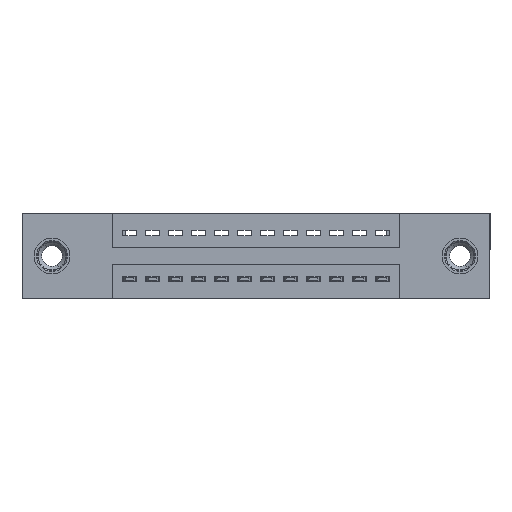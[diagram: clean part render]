
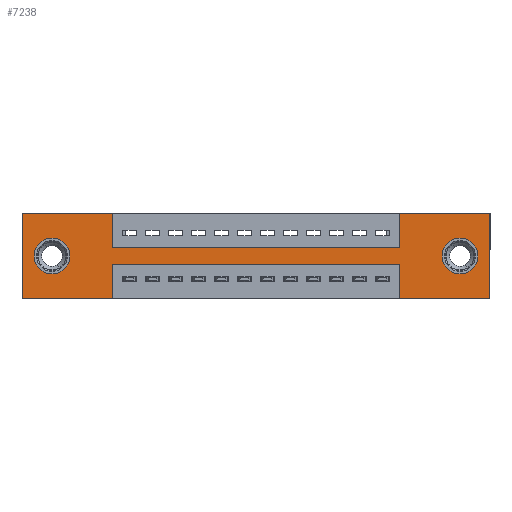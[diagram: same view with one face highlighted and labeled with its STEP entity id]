
A CAD part, front view. The second image highlights one B-rep face of the part: STEP entity #7238.
In plain terms, the highlighted planar face has unit normal (0, -1, 0).
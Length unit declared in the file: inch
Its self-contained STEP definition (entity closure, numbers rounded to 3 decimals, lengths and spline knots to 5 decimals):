
#261 = LINE ( 'NONE', #3210, #12233 ) ;
#263 = CIRCLE ( 'NONE', #6654, 0.078 ) ;
#269 = DIRECTION ( 'NONE',  ( 0., 0., 1. ) ) ;
#312 = ORIENTED_EDGE ( 'NONE', *, *, #8618, .F. ) ;
#322 = CARTESIAN_POINT ( 'NONE',  ( 0., 0., 0. ) ) ;
#343 = DIRECTION ( 'NONE',  ( -1., 0., 0. ) ) ;
#426 = CARTESIAN_POINT ( 'NONE',  ( 0., 0., 0. ) ) ;
#490 = EDGE_CURVE ( 'NONE', #799, #7038, #12855, .T. ) ;
#654 = EDGE_CURVE ( 'NONE', #655, #14430, #2290, .T. ) ;
#655 = VERTEX_POINT ( 'NONE', #426 ) ;
#671 = ORIENTED_EDGE ( 'NONE', *, *, #2932, .F. ) ;
#799 = VERTEX_POINT ( 'NONE', #10401 ) ;
#1081 = CARTESIAN_POINT ( 'NONE',  ( 1.905, 0., -0.263 ) ) ;
#1092 = EDGE_LOOP ( 'NONE', ( #5092, #14522 ) ) ;
#1108 = VERTEX_POINT ( 'NONE', #6228 ) ;
#1192 = DIRECTION ( 'NONE',  ( 0., 0., -1. ) ) ;
#1235 = CARTESIAN_POINT ( 'NONE',  ( 1.905, 0., -0.185 ) ) ;
#1278 = CARTESIAN_POINT ( 'NONE',  ( 0.3925, 0., -0.15 ) ) ;
#1310 = CARTESIAN_POINT ( 'NONE',  ( 1.6425, 0., 0. ) ) ;
#1373 = ORIENTED_EDGE ( 'NONE', *, *, #654, .F. ) ;
#1423 = VERTEX_POINT ( 'NONE', #11336 ) ;
#1643 = DIRECTION ( 'NONE',  ( 1., 0., 0. ) ) ;
#1656 = VERTEX_POINT ( 'NONE', #1278 ) ;
#2110 = CARTESIAN_POINT ( 'NONE',  ( 0., 0., -0.37 ) ) ;
#2139 = DIRECTION ( 'NONE',  ( 0., 1., 0. ) ) ;
#2290 = LINE ( 'NONE', #322, #14306 ) ;
#2446 = VECTOR ( 'NONE', #9340, 39.37008 ) ;
#2627 = VECTOR ( 'NONE', #269, 39.37008 ) ;
#2633 = LINE ( 'NONE', #5216, #11172 ) ;
#2932 = EDGE_CURVE ( 'NONE', #6794, #12961, #14248, .T. ) ;
#2961 = CARTESIAN_POINT ( 'NONE',  ( 1.6425, 0., -0.15 ) ) ;
#3070 = EDGE_CURVE ( 'NONE', #8605, #12819, #263, .T. ) ;
#3210 = CARTESIAN_POINT ( 'NONE',  ( 0.3925, 0., 0. ) ) ;
#3402 = VERTEX_POINT ( 'NONE', #8897 ) ;
#3442 = DIRECTION ( 'NONE',  ( 0., 0., -1. ) ) ;
#3622 = CARTESIAN_POINT ( 'NONE',  ( 1.6425, 0., -0.37 ) ) ;
#3724 = FACE_BOUND ( 'NONE', #6919, .T. ) ;
#3801 = AXIS2_PLACEMENT_3D ( 'NONE', #5658, #2139, #14948 ) ;
#4100 = DIRECTION ( 'NONE',  ( 0., 0., 1. ) ) ;
#4387 = DIRECTION ( 'NONE',  ( -1., 0., 0. ) ) ;
#4607 = DIRECTION ( 'NONE',  ( 0., 0., 1. ) ) ;
#4875 = CARTESIAN_POINT ( 'NONE',  ( 0.3925, 0., 0. ) ) ;
#4917 = LINE ( 'NONE', #8919, #13818 ) ;
#5025 = VECTOR ( 'NONE', #11767, 39.37008 ) ;
#5092 = ORIENTED_EDGE ( 'NONE', *, *, #3070, .T. ) ;
#5109 = EDGE_CURVE ( 'NONE', #12819, #8605, #10908, .T. ) ;
#5126 = VERTEX_POINT ( 'NONE', #1310 ) ;
#5216 = CARTESIAN_POINT ( 'NONE',  ( 0., 0., 0. ) ) ;
#5248 = ORIENTED_EDGE ( 'NONE', *, *, #14358, .F. ) ;
#5373 = EDGE_CURVE ( 'NONE', #1423, #6794, #10526, .T. ) ;
#5410 = DIRECTION ( 'NONE',  ( -1., 0., 0. ) ) ;
#5445 = ORIENTED_EDGE ( 'NONE', *, *, #11461, .F. ) ;
#5454 = CARTESIAN_POINT ( 'NONE',  ( 0.3925, 0., -0.37 ) ) ;
#5505 = VERTEX_POINT ( 'NONE', #9001 ) ;
#5658 = CARTESIAN_POINT ( 'NONE',  ( 0.13, 0., -0.185 ) ) ;
#5806 = ORIENTED_EDGE ( 'NONE', *, *, #12483, .F. ) ;
#5821 = DIRECTION ( 'NONE',  ( 0., 0., -1. ) ) ;
#5827 = ORIENTED_EDGE ( 'NONE', *, *, #5373, .F. ) ;
#5858 = VERTEX_POINT ( 'NONE', #2961 ) ;
#5921 = ORIENTED_EDGE ( 'NONE', *, *, #7508, .F. ) ;
#5935 = CARTESIAN_POINT ( 'NONE',  ( 1.905, 0., -0.185 ) ) ;
#5962 = PLANE ( 'NONE',  #6494 ) ;
#6111 = CIRCLE ( 'NONE', #12250, 0.078 ) ;
#6123 = CARTESIAN_POINT ( 'NONE',  ( 2.035, 0., 0. ) ) ;
#6228 = CARTESIAN_POINT ( 'NONE',  ( 2.035, 0., -0.37 ) ) ;
#6494 = AXIS2_PLACEMENT_3D ( 'NONE', #7113, #10475, #3442 ) ;
#6577 = DIRECTION ( 'NONE',  ( 0., 0., 1. ) ) ;
#6654 = AXIS2_PLACEMENT_3D ( 'NONE', #1235, #10695, #9565 ) ;
#6725 = CARTESIAN_POINT ( 'NONE',  ( 0.3925, 0., -0.22 ) ) ;
#6794 = VERTEX_POINT ( 'NONE', #14338 ) ;
#6888 = DIRECTION ( 'NONE',  ( 0., 1., 0. ) ) ;
#6919 = EDGE_LOOP ( 'NONE', ( #9431, #13321 ) ) ;
#7038 = VERTEX_POINT ( 'NONE', #8993 ) ;
#7113 = CARTESIAN_POINT ( 'NONE',  ( 0., 0., -0.37 ) ) ;
#7238 = ADVANCED_FACE ( 'NONE', ( #14635, #3724, #9731 ), #5962, .T. ) ;
#7404 = EDGE_CURVE ( 'NONE', #7038, #799, #6111, .T. ) ;
#7508 = EDGE_CURVE ( 'NONE', #3402, #1423, #9554, .T. ) ;
#8021 = LINE ( 'NONE', #11905, #10587 ) ;
#8264 = CARTESIAN_POINT ( 'NONE',  ( 0.3925, 0., -0.15 ) ) ;
#8312 = ORIENTED_EDGE ( 'NONE', *, *, #13083, .F. ) ;
#8356 = LINE ( 'NONE', #14609, #8879 ) ;
#8372 = ORIENTED_EDGE ( 'NONE', *, *, #11063, .F. ) ;
#8489 = CARTESIAN_POINT ( 'NONE',  ( 1.905, 0., -0.107 ) ) ;
#8605 = VERTEX_POINT ( 'NONE', #8489 ) ;
#8618 = EDGE_CURVE ( 'NONE', #1108, #3402, #10806, .T. ) ;
#8879 = VECTOR ( 'NONE', #6577, 39.37008 ) ;
#8897 = CARTESIAN_POINT ( 'NONE',  ( 1.6425, 0., -0.37 ) ) ;
#8919 = CARTESIAN_POINT ( 'NONE',  ( 0., 0., 0. ) ) ;
#8993 = CARTESIAN_POINT ( 'NONE',  ( 0.13, 0., -0.107 ) ) ;
#9001 = CARTESIAN_POINT ( 'NONE',  ( 0., 0., -0.37 ) ) ;
#9135 = VECTOR ( 'NONE', #13640, 39.37008 ) ;
#9340 = DIRECTION ( 'NONE',  ( 0., 0., -1. ) ) ;
#9350 = LINE ( 'NONE', #6123, #2446 ) ;
#9431 = ORIENTED_EDGE ( 'NONE', *, *, #7404, .T. ) ;
#9554 = LINE ( 'NONE', #3622, #2627 ) ;
#9565 = DIRECTION ( 'NONE',  ( 0., 0., -1. ) ) ;
#9731 = FACE_OUTER_BOUND ( 'NONE', #12226, .T. ) ;
#9881 = VERTEX_POINT ( 'NONE', #14077 ) ;
#10153 = VECTOR ( 'NONE', #4387, 39.37008 ) ;
#10254 = EDGE_CURVE ( 'NONE', #12961, #5505, #8021, .T. ) ;
#10401 = CARTESIAN_POINT ( 'NONE',  ( 0.13, 0., -0.263 ) ) ;
#10429 = VECTOR ( 'NONE', #5410, 39.37008 ) ;
#10475 = DIRECTION ( 'NONE',  ( 0., -1., 0. ) ) ;
#10526 = LINE ( 'NONE', #6725, #10153 ) ;
#10587 = VECTOR ( 'NONE', #343, 39.37008 ) ;
#10695 = DIRECTION ( 'NONE',  ( 0., 1., 0. ) ) ;
#10806 = LINE ( 'NONE', #2110, #10429 ) ;
#10908 = CIRCLE ( 'NONE', #12726, 0.078 ) ;
#11063 = EDGE_CURVE ( 'NONE', #5858, #5126, #8356, .T. ) ;
#11171 = ORIENTED_EDGE ( 'NONE', *, *, #10254, .F. ) ;
#11172 = VECTOR ( 'NONE', #14510, 39.37008 ) ;
#11336 = CARTESIAN_POINT ( 'NONE',  ( 1.6425, 0., -0.22 ) ) ;
#11461 = EDGE_CURVE ( 'NONE', #5505, #655, #4917, .T. ) ;
#11767 = DIRECTION ( 'NONE',  ( 1., 0., 0. ) ) ;
#11905 = CARTESIAN_POINT ( 'NONE',  ( 0., 0., -0.37 ) ) ;
#12226 = EDGE_LOOP ( 'NONE', ( #671, #5827, #5921, #312, #13518, #8312, #8372, #5806, #5248, #1373, #5445, #11171 ) ) ;
#12233 = VECTOR ( 'NONE', #1192, 39.37008 ) ;
#12250 = AXIS2_PLACEMENT_3D ( 'NONE', #14016, #6888, #4607 ) ;
#12483 = EDGE_CURVE ( 'NONE', #1656, #5858, #14290, .T. ) ;
#12726 = AXIS2_PLACEMENT_3D ( 'NONE', #5935, #14061, #5821 ) ;
#12819 = VERTEX_POINT ( 'NONE', #1081 ) ;
#12855 = CIRCLE ( 'NONE', #3801, 0.078 ) ;
#12961 = VERTEX_POINT ( 'NONE', #14701 ) ;
#13083 = EDGE_CURVE ( 'NONE', #5126, #9881, #2633, .T. ) ;
#13170 = EDGE_CURVE ( 'NONE', #9881, #1108, #9350, .T. ) ;
#13321 = ORIENTED_EDGE ( 'NONE', *, *, #490, .T. ) ;
#13518 = ORIENTED_EDGE ( 'NONE', *, *, #13170, .F. ) ;
#13640 = DIRECTION ( 'NONE',  ( 0., 0., -1. ) ) ;
#13818 = VECTOR ( 'NONE', #4100, 39.37008 ) ;
#14016 = CARTESIAN_POINT ( 'NONE',  ( 0.13, 0., -0.185 ) ) ;
#14061 = DIRECTION ( 'NONE',  ( 0., 1., 0. ) ) ;
#14077 = CARTESIAN_POINT ( 'NONE',  ( 2.035, 0., 0. ) ) ;
#14248 = LINE ( 'NONE', #5454, #9135 ) ;
#14290 = LINE ( 'NONE', #8264, #5025 ) ;
#14306 = VECTOR ( 'NONE', #1643, 39.37008 ) ;
#14338 = CARTESIAN_POINT ( 'NONE',  ( 0.3925, 0., -0.22 ) ) ;
#14358 = EDGE_CURVE ( 'NONE', #14430, #1656, #261, .T. ) ;
#14430 = VERTEX_POINT ( 'NONE', #4875 ) ;
#14510 = DIRECTION ( 'NONE',  ( 1., 0., 0. ) ) ;
#14522 = ORIENTED_EDGE ( 'NONE', *, *, #5109, .T. ) ;
#14609 = CARTESIAN_POINT ( 'NONE',  ( 1.6425, 0., 0. ) ) ;
#14635 = FACE_BOUND ( 'NONE', #1092, .T. ) ;
#14701 = CARTESIAN_POINT ( 'NONE',  ( 0.3925, 0., -0.37 ) ) ;
#14948 = DIRECTION ( 'NONE',  ( 0., 0., 1. ) ) ;
